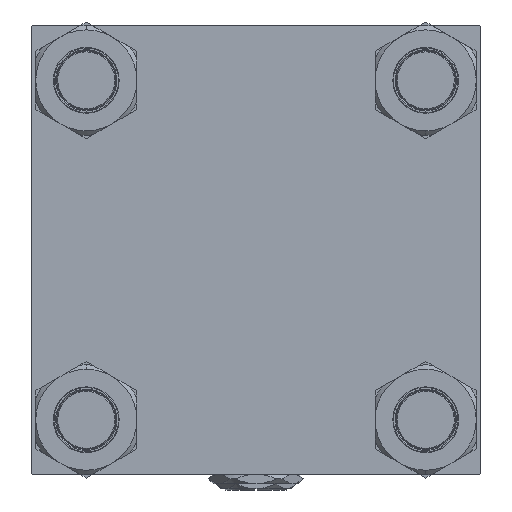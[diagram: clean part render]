
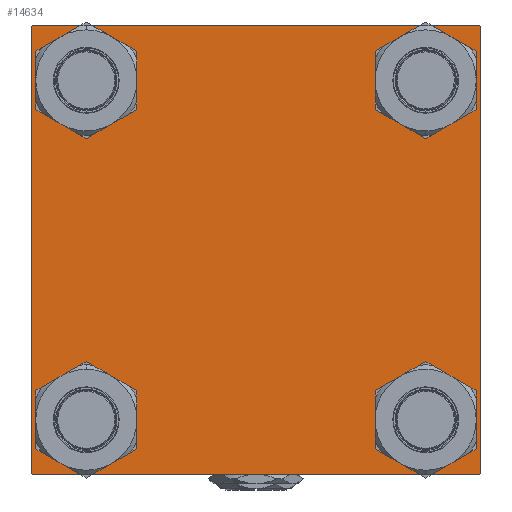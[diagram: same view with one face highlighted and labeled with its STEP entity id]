
A CAD part, left-side view. The second image highlights one B-rep face of the part: STEP entity #14634.
In plain terms, the highlighted planar face has unit normal (-1, 0, 0).
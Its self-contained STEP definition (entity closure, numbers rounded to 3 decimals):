
#1159 = LINE ( 'NONE', #17372, #4743 ) ;
#1399 = CARTESIAN_POINT ( 'NONE',  ( 0., -102.5, 102.5 ) ) ;
#1424 = CARTESIAN_POINT ( 'NONE',  ( 0., -102., -102.5 ) ) ;
#2364 = EDGE_CURVE ( 'NONE', #46446, #45017, #46021, .T. ) ;
#2409 = VERTEX_POINT ( 'NONE', #15916 ) ;
#2533 = DIRECTION ( 'NONE',  ( 0., 0., 1. ) ) ;
#2663 = ORIENTED_EDGE ( 'NONE', *, *, #13171, .T. ) ;
#2758 = CARTESIAN_POINT ( 'NONE',  ( 0., 102.25, 102.25 ) ) ;
#3016 = VECTOR ( 'NONE', #9503, 1000. ) ;
#3238 = EDGE_LOOP ( 'NONE', ( #51265, #11156 ) ) ;
#3546 = AXIS2_PLACEMENT_3D ( 'NONE', #48904, #36975, #35951 ) ;
#4452 = VERTEX_POINT ( 'NONE', #38409 ) ;
#4743 = VECTOR ( 'NONE', #22149, 1000. ) ;
#5246 = LINE ( 'NONE', #21450, #3016 ) ;
#5458 = VERTEX_POINT ( 'NONE', #31503 ) ;
#5640 = DIRECTION ( 'NONE',  ( 0., 0., -1. ) ) ;
#6005 = CIRCLE ( 'NONE', #14472, 14. ) ;
#6663 = PLANE ( 'NONE',  #9001 ) ;
#6721 = ORIENTED_EDGE ( 'NONE', *, *, #17552, .F. ) ;
#7340 = AXIS2_PLACEMENT_3D ( 'NONE', #39906, #44131, #7999 ) ;
#7999 = DIRECTION ( 'NONE',  ( 0., 0., 1. ) ) ;
#8357 = EDGE_CURVE ( 'NONE', #31574, #11241, #5246, .T. ) ;
#8647 = CARTESIAN_POINT ( 'NONE',  ( 0., 102., 102.5 ) ) ;
#9001 = AXIS2_PLACEMENT_3D ( 'NONE', #51005, #26863, #22869 ) ;
#9503 = DIRECTION ( 'NONE',  ( 0., -0.707, 0.707 ) ) ;
#9709 = DIRECTION ( 'NONE',  ( 1., 0., 0. ) ) ;
#10820 = CARTESIAN_POINT ( 'NONE',  ( 0., 102.5, 102.5 ) ) ;
#11156 = ORIENTED_EDGE ( 'NONE', *, *, #27803, .T. ) ;
#11241 = VERTEX_POINT ( 'NONE', #48605 ) ;
#11333 = LINE ( 'NONE', #10820, #27124 ) ;
#11386 = ORIENTED_EDGE ( 'NONE', *, *, #15099, .T. ) ;
#11535 = AXIS2_PLACEMENT_3D ( 'NONE', #33565, #49730, #29041 ) ;
#11963 = CARTESIAN_POINT ( 'NONE',  ( 0., 102.5, 102. ) ) ;
#12022 = CARTESIAN_POINT ( 'NONE',  ( 0., 77.45, -91.45 ) ) ;
#13171 = EDGE_CURVE ( 'NONE', #28432, #34997, #52203, .T. ) ;
#13405 = CARTESIAN_POINT ( 'NONE',  ( 0., 77.45, -63.45 ) ) ;
#13561 = EDGE_CURVE ( 'NONE', #32451, #23708, #14822, .T. ) ;
#14125 = CIRCLE ( 'NONE', #7340, 14. ) ;
#14145 = EDGE_CURVE ( 'NONE', #19586, #4452, #1159, .T. ) ;
#14227 = DIRECTION ( 'NONE',  ( 0., -1., 0. ) ) ;
#14472 = AXIS2_PLACEMENT_3D ( 'NONE', #32474, #36707, #40943 ) ;
#14634 = ADVANCED_FACE ( 'NONE', ( #23841, #38818, #34850, #34579, #36066 ), #6663, .T. ) ;
#14667 = ORIENTED_EDGE ( 'NONE', *, *, #2364, .T. ) ;
#14822 = LINE ( 'NONE', #46957, #37789 ) ;
#15000 = DIRECTION ( 'NONE',  ( 1., 0., 0. ) ) ;
#15099 = EDGE_CURVE ( 'NONE', #44680, #37668, #32779, .T. ) ;
#15104 = CARTESIAN_POINT ( 'NONE',  ( 0., -77.45, 91.45 ) ) ;
#15654 = CARTESIAN_POINT ( 'NONE',  ( 0., -77.45, -77.45 ) ) ;
#15693 = EDGE_CURVE ( 'NONE', #37668, #44680, #14125, .T. ) ;
#15916 = CARTESIAN_POINT ( 'NONE',  ( 0., 77.45, 91.45 ) ) ;
#16594 = CARTESIAN_POINT ( 'NONE',  ( 0., 102.5, -102. ) ) ;
#17123 = CARTESIAN_POINT ( 'NONE',  ( 0., 102.5, 102.5 ) ) ;
#17133 = EDGE_LOOP ( 'NONE', ( #40681, #37443, #38851, #20778, #6721, #29236, #22343, #46615 ) ) ;
#17372 = CARTESIAN_POINT ( 'NONE',  ( 0., -102.25, 102.25 ) ) ;
#17552 = EDGE_CURVE ( 'NONE', #19586, #11241, #38855, .T. ) ;
#18381 = AXIS2_PLACEMENT_3D ( 'NONE', #25382, #9709, #41045 ) ;
#19253 = CARTESIAN_POINT ( 'NONE',  ( 0., 102.5, -102.5 ) ) ;
#19586 = VERTEX_POINT ( 'NONE', #43070 ) ;
#20726 = EDGE_CURVE ( 'NONE', #34997, #28432, #52468, .T. ) ;
#20778 = ORIENTED_EDGE ( 'NONE', *, *, #8357, .T. ) ;
#21450 = CARTESIAN_POINT ( 'NONE',  ( 0., -102.25, -102.25 ) ) ;
#21765 = EDGE_CURVE ( 'NONE', #23708, #31574, #46880, .T. ) ;
#22149 = DIRECTION ( 'NONE',  ( 0., 0.707, 0.707 ) ) ;
#22343 = ORIENTED_EDGE ( 'NONE', *, *, #49661, .F. ) ;
#22818 = AXIS2_PLACEMENT_3D ( 'NONE', #37740, #38531, #25783 ) ;
#22869 = DIRECTION ( 'NONE',  ( 0., 0., 1. ) ) ;
#23708 = VERTEX_POINT ( 'NONE', #44709 ) ;
#23841 = FACE_BOUND ( 'NONE', #35690, .T. ) ;
#24258 = EDGE_LOOP ( 'NONE', ( #14667, #43624 ) ) ;
#24772 = EDGE_CURVE ( 'NONE', #2409, #5458, #6005, .T. ) ;
#25382 = CARTESIAN_POINT ( 'NONE',  ( 0., -77.45, 77.45 ) ) ;
#25602 = EDGE_CURVE ( 'NONE', #48052, #32451, #30405, .T. ) ;
#25783 = DIRECTION ( 'NONE',  ( 0., 0., 1. ) ) ;
#26808 = AXIS2_PLACEMENT_3D ( 'NONE', #51894, #15000, #2533 ) ;
#26863 = DIRECTION ( 'NONE',  ( -1., 0., 0. ) ) ;
#27124 = VECTOR ( 'NONE', #43720, 1000. ) ;
#27722 = LINE ( 'NONE', #2758, #37448 ) ;
#27803 = EDGE_CURVE ( 'NONE', #5458, #2409, #45082, .T. ) ;
#28432 = VERTEX_POINT ( 'NONE', #13405 ) ;
#28503 = EDGE_CURVE ( 'NONE', #29055, #48052, #27722, .T. ) ;
#29041 = DIRECTION ( 'NONE',  ( 0., 0., 1. ) ) ;
#29055 = VERTEX_POINT ( 'NONE', #8647 ) ;
#29236 = ORIENTED_EDGE ( 'NONE', *, *, #14145, .T. ) ;
#29992 = DIRECTION ( 'NONE',  ( 0., -0.707, -0.707 ) ) ;
#30405 = LINE ( 'NONE', #17123, #43313 ) ;
#31503 = CARTESIAN_POINT ( 'NONE',  ( 0., 77.45, 63.45 ) ) ;
#31574 = VERTEX_POINT ( 'NONE', #1424 ) ;
#32451 = VERTEX_POINT ( 'NONE', #16594 ) ;
#32474 = CARTESIAN_POINT ( 'NONE',  ( 0., 77.45, 77.45 ) ) ;
#32779 = CIRCLE ( 'NONE', #18381, 14. ) ;
#33565 = CARTESIAN_POINT ( 'NONE',  ( 0., -77.45, -77.45 ) ) ;
#34579 = FACE_BOUND ( 'NONE', #3238, .T. ) ;
#34850 = FACE_BOUND ( 'NONE', #45830, .T. ) ;
#34997 = VERTEX_POINT ( 'NONE', #12022 ) ;
#35690 = EDGE_LOOP ( 'NONE', ( #11386, #45812 ) ) ;
#35951 = DIRECTION ( 'NONE',  ( 0., 0., 1. ) ) ;
#36066 = FACE_OUTER_BOUND ( 'NONE', #17133, .T. ) ;
#36169 = CARTESIAN_POINT ( 'NONE',  ( 0., -77.45, 63.45 ) ) ;
#36707 = DIRECTION ( 'NONE',  ( 1., 0., 0. ) ) ;
#36975 = DIRECTION ( 'NONE',  ( 1., 0., 0. ) ) ;
#37117 = CARTESIAN_POINT ( 'NONE',  ( 0., -77.45, -63.45 ) ) ;
#37443 = ORIENTED_EDGE ( 'NONE', *, *, #13561, .T. ) ;
#37448 = VECTOR ( 'NONE', #39942, 1000. ) ;
#37668 = VERTEX_POINT ( 'NONE', #36169 ) ;
#37740 = CARTESIAN_POINT ( 'NONE',  ( 0., 77.45, -77.45 ) ) ;
#37789 = VECTOR ( 'NONE', #29992, 1000. ) ;
#38104 = DIRECTION ( 'NONE',  ( 0., 0., -1. ) ) ;
#38367 = EDGE_CURVE ( 'NONE', #45017, #46446, #39564, .T. ) ;
#38409 = CARTESIAN_POINT ( 'NONE',  ( 0., -102., 102.5 ) ) ;
#38531 = DIRECTION ( 'NONE',  ( 1., 0., 0. ) ) ;
#38818 = FACE_BOUND ( 'NONE', #24258, .T. ) ;
#38851 = ORIENTED_EDGE ( 'NONE', *, *, #21765, .T. ) ;
#38855 = LINE ( 'NONE', #1399, #43879 ) ;
#39248 = AXIS2_PLACEMENT_3D ( 'NONE', #15654, #52020, #51769 ) ;
#39564 = CIRCLE ( 'NONE', #11535, 14. ) ;
#39906 = CARTESIAN_POINT ( 'NONE',  ( 0., -77.45, 77.45 ) ) ;
#39942 = DIRECTION ( 'NONE',  ( 0., 0.707, -0.707 ) ) ;
#40681 = ORIENTED_EDGE ( 'NONE', *, *, #25602, .T. ) ;
#40943 = DIRECTION ( 'NONE',  ( 0., 0., 1. ) ) ;
#41045 = DIRECTION ( 'NONE',  ( 0., 0., 1. ) ) ;
#43070 = CARTESIAN_POINT ( 'NONE',  ( 0., -102.5, 102. ) ) ;
#43313 = VECTOR ( 'NONE', #38104, 1000. ) ;
#43624 = ORIENTED_EDGE ( 'NONE', *, *, #38367, .T. ) ;
#43720 = DIRECTION ( 'NONE',  ( 0., -1., 0. ) ) ;
#43879 = VECTOR ( 'NONE', #5640, 1000. ) ;
#44131 = DIRECTION ( 'NONE',  ( 1., 0., 0. ) ) ;
#44373 = ORIENTED_EDGE ( 'NONE', *, *, #20726, .T. ) ;
#44680 = VERTEX_POINT ( 'NONE', #15104 ) ;
#44709 = CARTESIAN_POINT ( 'NONE',  ( 0., 102., -102.5 ) ) ;
#44742 = CARTESIAN_POINT ( 'NONE',  ( 0., -77.45, -91.45 ) ) ;
#44879 = VECTOR ( 'NONE', #14227, 1000. ) ;
#45017 = VERTEX_POINT ( 'NONE', #44742 ) ;
#45082 = CIRCLE ( 'NONE', #3546, 14. ) ;
#45812 = ORIENTED_EDGE ( 'NONE', *, *, #15693, .T. ) ;
#45830 = EDGE_LOOP ( 'NONE', ( #2663, #44373 ) ) ;
#46021 = CIRCLE ( 'NONE', #39248, 14. ) ;
#46446 = VERTEX_POINT ( 'NONE', #37117 ) ;
#46615 = ORIENTED_EDGE ( 'NONE', *, *, #28503, .T. ) ;
#46880 = LINE ( 'NONE', #19253, #44879 ) ;
#46957 = CARTESIAN_POINT ( 'NONE',  ( 0., 102.25, -102.25 ) ) ;
#48052 = VERTEX_POINT ( 'NONE', #11963 ) ;
#48605 = CARTESIAN_POINT ( 'NONE',  ( 0., -102.5, -102. ) ) ;
#48904 = CARTESIAN_POINT ( 'NONE',  ( 0., 77.45, 77.45 ) ) ;
#49661 = EDGE_CURVE ( 'NONE', #29055, #4452, #11333, .T. ) ;
#49730 = DIRECTION ( 'NONE',  ( 1., 0., 0. ) ) ;
#51005 = CARTESIAN_POINT ( 'NONE',  ( 0., 0., 0. ) ) ;
#51265 = ORIENTED_EDGE ( 'NONE', *, *, #24772, .T. ) ;
#51769 = DIRECTION ( 'NONE',  ( 0., 0., 1. ) ) ;
#51894 = CARTESIAN_POINT ( 'NONE',  ( 0., 77.45, -77.45 ) ) ;
#52020 = DIRECTION ( 'NONE',  ( 1., 0., 0. ) ) ;
#52203 = CIRCLE ( 'NONE', #26808, 14. ) ;
#52468 = CIRCLE ( 'NONE', #22818, 14. ) ;
